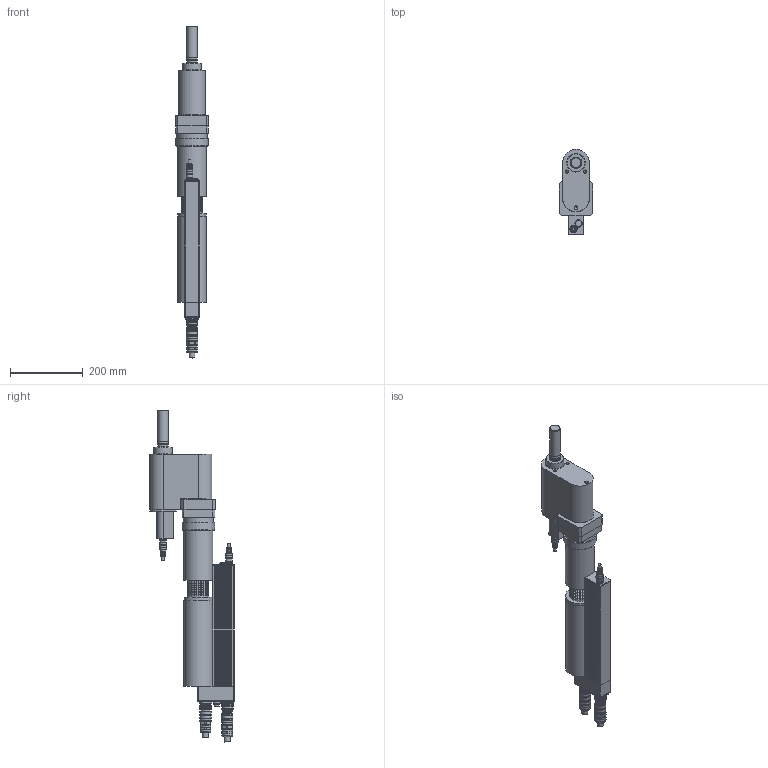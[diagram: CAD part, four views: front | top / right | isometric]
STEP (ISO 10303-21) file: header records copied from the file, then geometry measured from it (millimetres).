
FILE_DESCRIPTION((''),'2;1');
FILE_NAME('947607A9_IAM_001.stp','2012-09-05T18:12:53',('a6b63'),(''),'Autodesk Inventor 11','Autodesk Inventor 11','');
FILE_SCHEMA(('AUTOMOTIVE_DESIGN { 1 0 10303 214 1 1 1 1 }'));
Length unit declared in the file: millimetre
Products named in the file (6): 947607A9_IAM_001; 4VKXB_IPT_001.ipt_versetzter Abtrieb; 4BTS-4BXA_IPT_001.ipt_Motor und Getriebe; 961089-002_IPT_002.ipt_Stecker gerade; 961104-005_IPT_002.ipt_Stecker gerade; 961104-005_IPT_001.ipt_Stecker gerade
Assembly tree (6 placements, depth 2):
  947607A9_IAM_001
    4VKXB_IPT_001.ipt_versetzter Abtrieb
    4BTS-4BXA_IPT_001.ipt_Motor und Getriebe
    961089-002_IPT_002.ipt_Stecker gerade  x2
    961104-005_IPT_002.ipt_Stecker gerade
    961104-005_IPT_001.ipt_Stecker gerade
Bounding box: 92.5 x 233.88 x 915.7 mm (x, y, z)
Volume: 5683146 mm3; surface area: 408356.1 mm2
Topology: 6 solids, 6 shells, 803 faces, 1901 edges, 1202 vertices
Faces by surface type: plane 523, cylinder 219, cone 41, torus 12, bspline 8
Full cylindrical faces by diameter (mm): 5.5 x4, 8 x2, 12 x1, 13 x1, 13.4 x2, 13.5 x1, 14 x10, 14.2 x2, 16 x7, 16.5 x2, 17.587 x4, 18 x5, 18.7 x4, 20 x5, 22.5 x2, 24 x1, 25 x1, 25.5 x1, 26.4 x1, 27.047 x1, 27.5 x1, 28 x2, 28.5 x1, 28.8 x1, 29 x1, 29.4 x3, 29.5 x2, 29.8 x4, 30 x5, 30.4 x2
Entity records: 21198 total; most frequent: CARTESIAN_POINT 4311, DIRECTION 3429, ORIENTED_EDGE 3346, EDGE_CURVE 1673, AXIS2_PLACEMENT_3D 1236, VERTEX_POINT 1144, EDGE_LOOP 995, VECTOR 957
